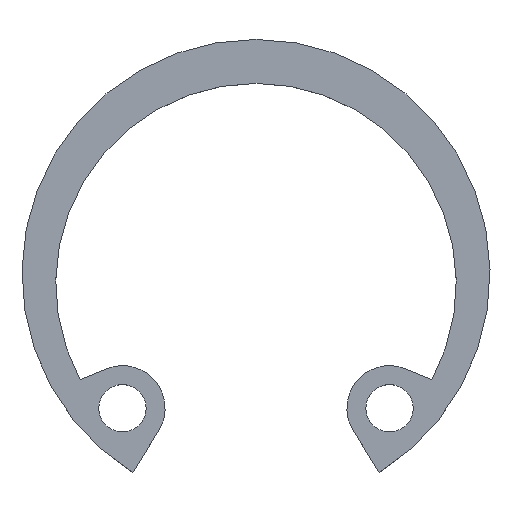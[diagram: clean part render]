
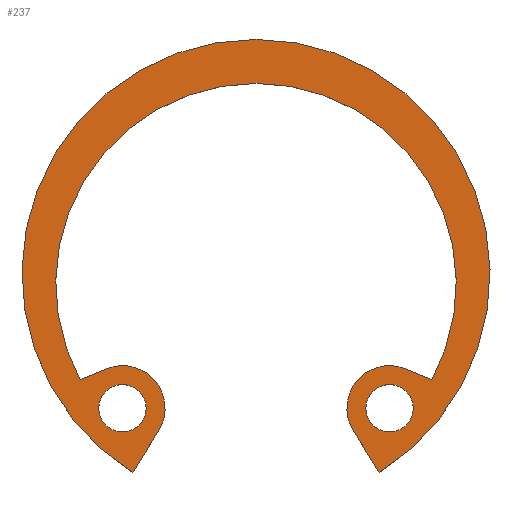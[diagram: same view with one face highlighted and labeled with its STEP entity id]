
A CAD part, top view. The second image highlights one B-rep face of the part: STEP entity #237.
In plain terms, the highlighted planar face has unit normal (0, 0, 1).
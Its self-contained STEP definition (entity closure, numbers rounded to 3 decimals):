
#15=FACE_BOUND('',#48,.T.);
#16=FACE_BOUND('',#49,.T.);
#23=PLANE('',#283);
#35=FACE_OUTER_BOUND('',#47,.T.);
#47=EDGE_LOOP('',(#199,#200,#201,#202,#203,#204,#205,#206));
#48=EDGE_LOOP('',(#207,#208));
#49=EDGE_LOOP('',(#209,#210));
#57=LINE('',#385,#75);
#61=LINE('',#397,#79);
#65=LINE('',#409,#83);
#69=LINE('',#420,#87);
#75=VECTOR('',#315,10.);
#79=VECTOR('',#327,10.);
#83=VECTOR('',#339,10.);
#87=VECTOR('',#351,10.);
#89=CIRCLE('',#260,0.85);
#90=CIRCLE('',#261,0.85);
#92=CIRCLE('',#264,0.85);
#93=CIRCLE('',#265,0.85);
#95=CIRCLE('',#268,1.53);
#97=CIRCLE('',#272,7.189);
#99=CIRCLE('',#276,1.53);
#101=CIRCLE('',#280,8.4);
#103=VERTEX_POINT('',#359);
#104=VERTEX_POINT('',#360);
#106=VERTEX_POINT('',#367);
#107=VERTEX_POINT('',#368);
#109=VERTEX_POINT('',#375);
#110=VERTEX_POINT('',#376);
#113=VERTEX_POINT('',#384);
#115=VERTEX_POINT('',#390);
#117=VERTEX_POINT('',#396);
#119=VERTEX_POINT('',#402);
#121=VERTEX_POINT('',#408);
#123=VERTEX_POINT('',#414);
#125=EDGE_CURVE('',#103,#104,#89,.T.);
#126=EDGE_CURVE('',#104,#103,#90,.T.);
#129=EDGE_CURVE('',#106,#107,#92,.T.);
#130=EDGE_CURVE('',#107,#106,#93,.T.);
#133=EDGE_CURVE('',#109,#110,#95,.T.);
#137=EDGE_CURVE('',#110,#113,#57,.T.);
#140=EDGE_CURVE('',#113,#115,#97,.T.);
#143=EDGE_CURVE('',#115,#117,#61,.T.);
#146=EDGE_CURVE('',#117,#119,#99,.T.);
#149=EDGE_CURVE('',#119,#121,#65,.T.);
#152=EDGE_CURVE('',#121,#123,#101,.T.);
#155=EDGE_CURVE('',#123,#109,#69,.T.);
#199=ORIENTED_EDGE('',*,*,#133,.F.);
#200=ORIENTED_EDGE('',*,*,#155,.F.);
#201=ORIENTED_EDGE('',*,*,#152,.F.);
#202=ORIENTED_EDGE('',*,*,#149,.F.);
#203=ORIENTED_EDGE('',*,*,#146,.F.);
#204=ORIENTED_EDGE('',*,*,#143,.F.);
#205=ORIENTED_EDGE('',*,*,#140,.F.);
#206=ORIENTED_EDGE('',*,*,#137,.F.);
#207=ORIENTED_EDGE('',*,*,#125,.T.);
#208=ORIENTED_EDGE('',*,*,#126,.T.);
#209=ORIENTED_EDGE('',*,*,#129,.T.);
#210=ORIENTED_EDGE('',*,*,#130,.T.);
#237=ADVANCED_FACE('',(#35,#15,#16),#23,.T.);
#260=AXIS2_PLACEMENT_3D('',#361,#289,#290);
#261=AXIS2_PLACEMENT_3D('',#362,#291,#292);
#264=AXIS2_PLACEMENT_3D('',#369,#298,#299);
#265=AXIS2_PLACEMENT_3D('',#370,#300,#301);
#268=AXIS2_PLACEMENT_3D('',#377,#307,#308);
#272=AXIS2_PLACEMENT_3D('',#391,#320,#321);
#276=AXIS2_PLACEMENT_3D('',#403,#332,#333);
#280=AXIS2_PLACEMENT_3D('',#415,#344,#345);
#283=AXIS2_PLACEMENT_3D('',#422,#353,#354);
#289=DIRECTION('center_axis',(0.,0.,-1.));
#290=DIRECTION('ref_axis',(1.,0.,0.));
#291=DIRECTION('center_axis',(0.,0.,-1.));
#292=DIRECTION('ref_axis',(1.,0.,0.));
#298=DIRECTION('center_axis',(0.,0.,-1.));
#299=DIRECTION('ref_axis',(1.,0.,0.));
#300=DIRECTION('center_axis',(0.,0.,-1.));
#301=DIRECTION('ref_axis',(1.,0.,0.));
#307=DIRECTION('center_axis',(0.,0.,-1.));
#308=DIRECTION('ref_axis',(-0.379,-0.926,0.));
#315=DIRECTION('',(0.926,-0.379,0.));
#320=DIRECTION('center_axis',(0.,0.,1.));
#321=DIRECTION('ref_axis',(0.878,-0.478,0.));
#327=DIRECTION('',(0.926,0.379,0.));
#332=DIRECTION('center_axis',(0.,0.,-1.));
#333=DIRECTION('ref_axis',(-0.85,0.526,0.));
#339=DIRECTION('',(-0.526,-0.85,0.));
#344=DIRECTION('center_axis',(0.,0.,-1.));
#345=DIRECTION('ref_axis',(-0.526,0.85,0.));
#351=DIRECTION('',(-0.526,0.85,0.));
#353=DIRECTION('center_axis',(0.,0.,1.));
#354=DIRECTION('ref_axis',(1.,0.,0.));
#359=CARTESIAN_POINT('',(5.643,-4.471,1.));
#360=CARTESIAN_POINT('',(3.943,-4.471,1.));
#361=CARTESIAN_POINT('Origin',(4.793,-4.471,1.));
#362=CARTESIAN_POINT('Origin',(4.793,-4.471,1.));
#367=CARTESIAN_POINT('',(-3.943,-4.471,1.));
#368=CARTESIAN_POINT('',(-5.643,-4.471,1.));
#369=CARTESIAN_POINT('Origin',(-4.793,-4.471,1.));
#370=CARTESIAN_POINT('Origin',(-4.793,-4.471,1.));
#375=CARTESIAN_POINT('',(3.492,-5.276,1.));
#376=CARTESIAN_POINT('',(5.372,-3.055,1.));
#377=CARTESIAN_POINT('Origin',(4.793,-4.471,1.));
#384=CARTESIAN_POINT('',(6.312,-3.44,1.));
#385=CARTESIAN_POINT('',(5.372,-3.055,1.));
#390=CARTESIAN_POINT('',(-6.312,-3.44,1.));
#391=CARTESIAN_POINT('Origin',(0.,0.,1.));
#396=CARTESIAN_POINT('',(-5.372,-3.055,1.));
#397=CARTESIAN_POINT('',(-6.312,-3.44,1.));
#402=CARTESIAN_POINT('',(-3.492,-5.276,1.));
#403=CARTESIAN_POINT('Origin',(-4.793,-4.471,1.));
#408=CARTESIAN_POINT('',(-4.42,-6.776,1.));
#409=CARTESIAN_POINT('',(-3.492,-5.276,1.));
#414=CARTESIAN_POINT('',(4.42,-6.776,1.));
#415=CARTESIAN_POINT('Origin',(0.,0.367,1.));
#420=CARTESIAN_POINT('',(4.42,-6.776,1.));
#422=CARTESIAN_POINT('Origin',(0.,0.797,1.));
